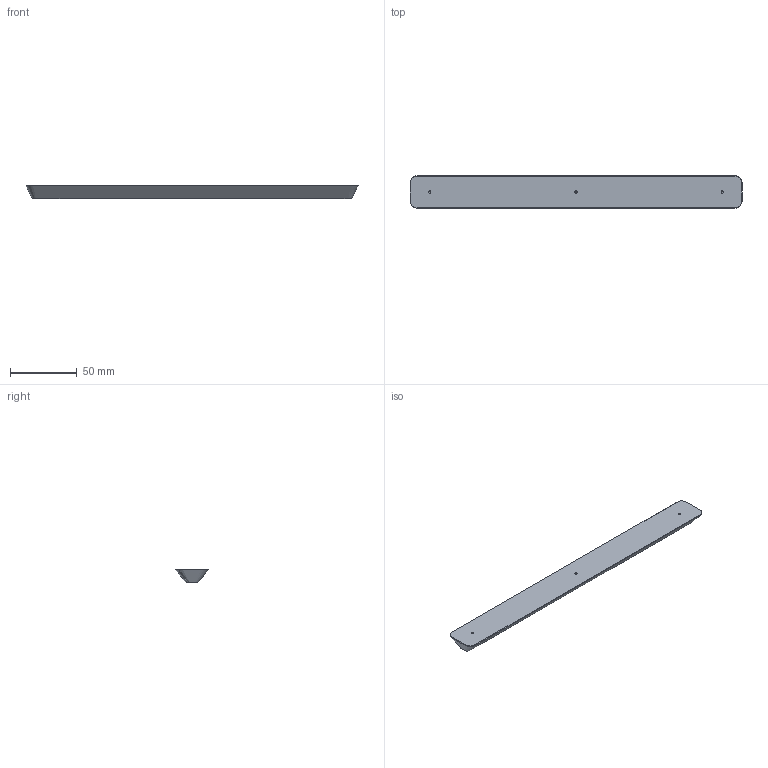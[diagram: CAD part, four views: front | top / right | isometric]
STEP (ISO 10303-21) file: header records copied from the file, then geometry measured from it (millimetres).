
FILE_DESCRIPTION(/* description */ (''),/* implementation_level */ '2;1');
FILE_NAME(/* name */ 'BateauFoot.step',/* time_stamp */ '2024-02-16T19:41:54-05:00',/* author */ (''),/* organization */ (''),/* preprocessor_version */ 'ST-DEVELOPER v20',/* originating_system */ 'Autodesk Translation Framework v12.20.1.177',/* authorisation */ '');
FILE_SCHEMA (('AUTOMOTIVE_DESIGN { 1 0 10303 214 3 1 1 }'));
Length unit declared in the file: millimetre
Products named in the file (1): WeightFoot
Bounding box: 249.49 x 24.37 x 10 mm (x, y, z)
Volume: 41599.1 mm3; surface area: 14984.3 mm2
Topology: 1 solids, 1 shells, 27 faces, 60 edges, 40 vertices
Faces by surface type: plane 11, bspline 9, cone 4, cylinder 3
Full cylindrical faces by diameter (mm): 1.75 x3
Entity records: 1473 total; most frequent: CARTESIAN_POINT 897, ORIENTED_EDGE 120, DIRECTION 87, EDGE_CURVE 60, VERTEX_POINT 40, AXIS2_PLACEMENT_3D 33, EDGE_LOOP 32, FACE_OUTER_BOUND 27
